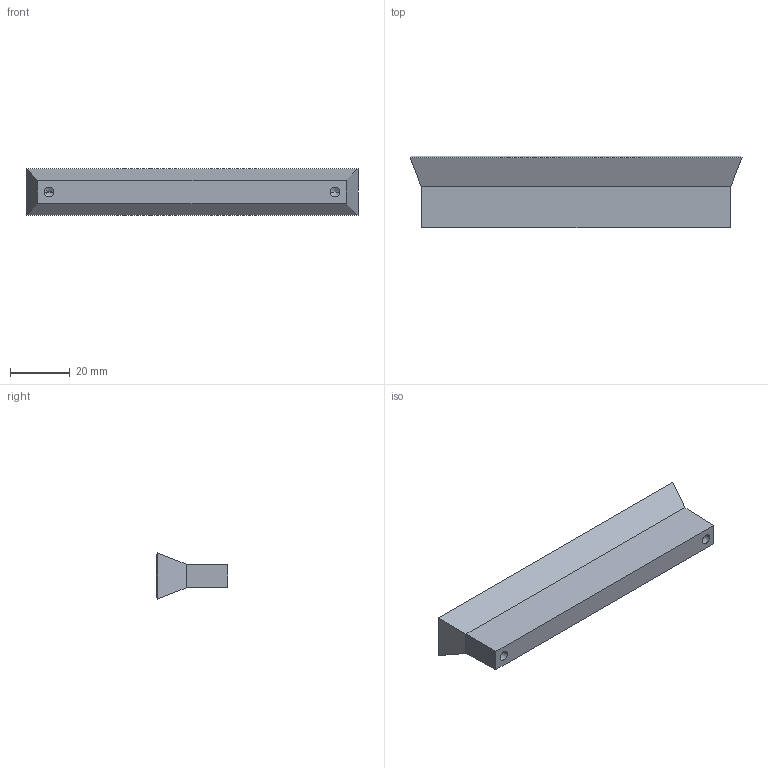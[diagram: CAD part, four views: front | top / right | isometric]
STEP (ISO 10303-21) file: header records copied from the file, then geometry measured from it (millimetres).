
FILE_DESCRIPTION(('Creo Elements/Direct Modeling STEP Export'),'2;1');
FILE_NAME('1582-112.stp','2017-09-07T15:13:22',(''),(''),'Creo Elements/Direct Modeling STEP processor for AP214 (Solid Model)','Creo Elements/Direct Modeling 20.0 12-Nov-2016 (C) Parametric Technology GmbH','');
FILE_SCHEMA(('AUTOMOTIVE_DESIGN { 1 0 10303 214 1 1 1 1 }'));
Length unit declared in the file: millimetre
Products named in the file (1): ZN-4849
Bounding box: 111.5 x 24 x 15.5 mm (x, y, z)
Volume: 23944.6 mm3; surface area: 8392.9 mm2
Topology: 1 solids, 1 shells, 28 faces, 60 edges, 34 vertices
Faces by surface type: plane 16, cylinder 8, cone 4
Entity records: 730 total; most frequent: DIRECTION 114, ORIENTED_EDGE 112, CARTESIAN_POINT 111, EDGE_CURVE 56, VECTOR 40, LINE 40, AXIS2_PLACEMENT_3D 37, VERTEX_POINT 34
